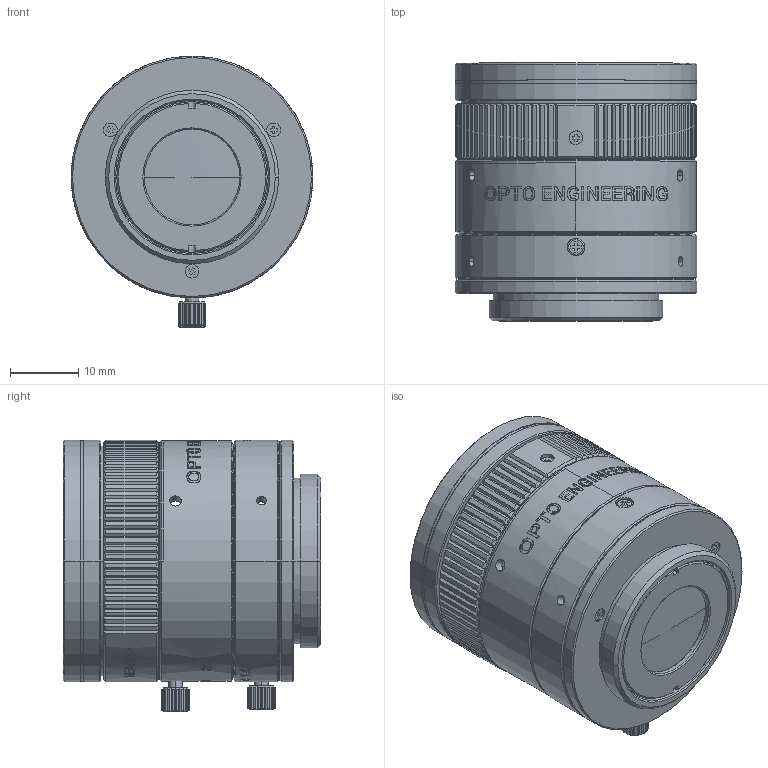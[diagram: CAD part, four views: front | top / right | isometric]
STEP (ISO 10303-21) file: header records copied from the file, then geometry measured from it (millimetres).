
FILE_DESCRIPTION((''),'2;1');
FILE_NAME('M1435-OPTO_ASM_ASM','2018-01-25T',('H019940'),(''),'PRO/ENGINEER BY PARAMETRIC TECHNOLOGY CORPORATION, 2011310','PRO/ENGINEER BY PARAMETRIC TECHNOLOGY CORPORATION, 2011310','');
FILE_SCHEMA(('AUTOMOTIVE_DESIGN { 1 0 10303 214 1 1 1 1 }'));
Products named in the file (30): M1435MP-11_5_AF0; PRT0041_AF0; M1435MP-10_1_AF0; PRT0042_AF0; PRT0042_AF1; PRT0042_AF2; M1435MP-01_2_AF0; MANIFOLD_SOLID_BREP_39167_AF0; QQ_1_ASM_AF0_ASM; M1435MP-02_1_AF0; M1435MP-03_1; M1850MP-16_1_AF0; M1850MP-16_1_AF1; M1850MP-16_1_AF2; M1850MP-16_1_AF3; M1850MP-16_1_AF4; MANIFOLD_SOLID_BREP_47728; HQ_1_ASM_ASM; M1435MP-07_1; ASM001_ASM_1_ASM_AF0_ASM; M1435MP-13_1_AF0; PRT0043_AF0; ASM002_ASM_1_ASM_AF0_ASM; M1435MP-14_1_AF0; M1435MP-08_1_AF0; PRT0044_AF0; ASM003_ASM_1_ASM_AF0_ASM; ASM0005_AF0_ASM; ASM0001_ASM_ASM_AF0_ASM; M1435-OPTO_ASM_ASM
Assembly tree (29 placements, depth 6):
  M1435-OPTO_ASM_ASM
    ASM0001_ASM_ASM_AF0_ASM
      ASM0005_AF0_ASM
        M1435MP-11_5_AF0
        PRT0041_AF0
        M1435MP-10_1_AF0
        PRT0042_AF0
        PRT0042_AF1
        PRT0042_AF2
        ASM001_ASM_1_ASM_AF0_ASM
          M1435MP-01_2_AF0
          QQ_1_ASM_AF0_ASM
            MANIFOLD_SOLID_BREP_39167_AF0
          M1435MP-02_1_AF0
          M1435MP-03_1
          M1850MP-16_1_AF0
          M1850MP-16_1_AF1
          M1850MP-16_1_AF2
          M1850MP-16_1_AF3
          M1850MP-16_1_AF4
          HQ_1_ASM_ASM
            MANIFOLD_SOLID_BREP_47728
          M1435MP-07_1
        ASM002_ASM_1_ASM_AF0_ASM
          M1435MP-13_1_AF0
          PRT0043_AF0
        ASM003_ASM_1_ASM_AF0_ASM
          M1435MP-14_1_AF0
          M1435MP-08_1_AF0
          PRT0044_AF0
Bounding box: 35.4 x 37.76 x 39.79 mm (x, y, z)
Volume: 11122.6 mm3; surface area: 16649.6 mm2
Topology: 17 solids, 17 shells, 1544 faces, 4017 edges, 2589 vertices
Faces by surface type: plane 670, cylinder 358, bspline 284, cone 218, sphere 8, extrusion 4, torus 2
Entity records: 72623 total; most frequent: CARTESIAN_POINT 31656, ORIENTED_EDGE 8018, DIRECTION 6805, EDGE_CURVE 4009, VERTEX_POINT 2589, AXIS2_PLACEMENT_3D 2537, VECTOR 1731, LINE 1727
